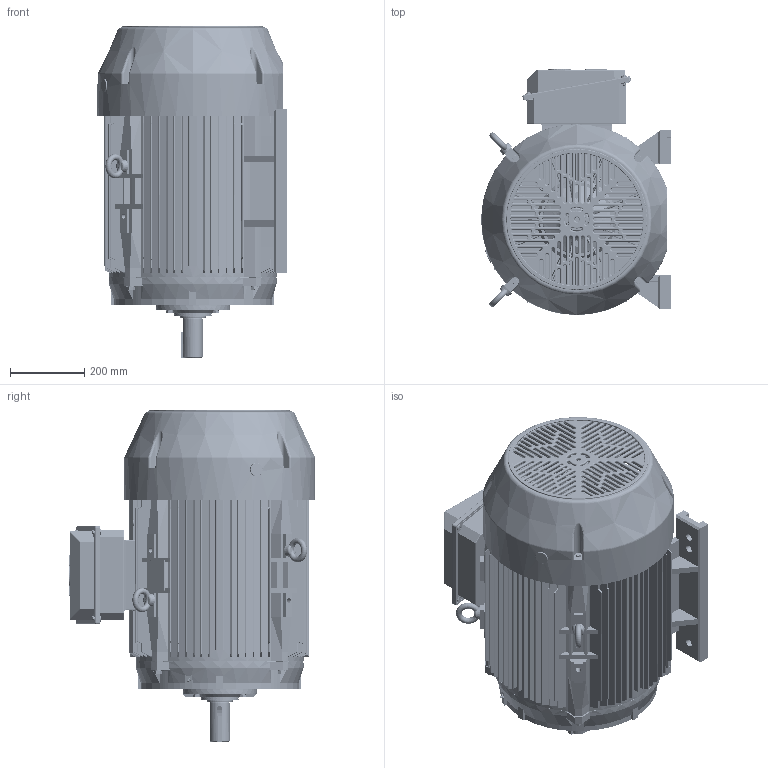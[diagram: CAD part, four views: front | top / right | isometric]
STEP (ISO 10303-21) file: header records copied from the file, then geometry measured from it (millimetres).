
FILE_DESCRIPTION (( 'STEP AP203' ), '1' );
FILE_NAME ('841-404-405TS 俋倛芞F1.STEP', '2019-04-25T02:50:52', ( 'abc' ), ( '' ), 'SwSTEP 2.0', 'SolidWorks 2008', '' );
FILE_SCHEMA (( 'CONFIG_CONTROL_DESIGN' ));
Products named in the file (31): 6314_默认; TC250B3前端盖（TFC400T2极前端盖）_默认; 841-400TS与440T后轴承外盖NDE_默认; 12_默认; M10-80_默认; TFC 400T 机座_默认; 装配体1_默认; TFC 400TS 平键_默认; TFC400T-座 _默认; 250后端盖螺栓_默认; TX 250铸铁风罩3_默认; 841-404-405TS 俋倛芞F1; TC250B3后端盖（TFC400T后端盖）_默认; TC 250 轴承外盖NDE_默认; 405TS 转子_默认; 404（5）TS转轴8HMN.200.T130_默认; 油封70-95-10_默认; IE2 250-4P 风叶_默认; 吊环M16_默认; 10_默认; M12-45_默认; 扣塞_默认; 铜油嘴_默认; M8-20_默认; NEMA 400接线盒座、盖垫_默认; TFC400T-盖_默认; M6-10_默认; 400T接线盒座垫_默认; 迷宫式油封70-95-16_默认; 放油嘴_默认; M8-30_默认
Assembly tree (54 placements, depth 3):
  841-404-405TS 俋倛芞F1
    12_默认  x4
    M10-80_默认  x4
    M12-45_默认  x4
    TFC 400T 机座_默认
    400T接线盒座垫_默认
    IE2 250-4P 风叶_默认
    装配体1_默认
      M6-10_默认  x4
      TFC400T-座 _默认
      TFC400T-盖_默认
      NEMA 400接线盒座、盖垫_默认
    250后端盖螺栓_默认  x4
    841-400TS与440T后轴承外盖NDE_默认
    10_默认  x4
    M8-30_默认  x4
    TC250B3后端盖（TFC400T后端盖）_默认
    扣塞_默认
    405TS 转子_默认
      6314_默认  x2
      404（5）TS转轴8HMN.200.T130_默认
    吊环M16_默认  x2
    TC250B3前端盖（TFC400T2极前端盖）_默认
    M8-20_默认  x2
    油封70-95-10_默认
    TFC 400TS 平键_默认
    TC 250 轴承外盖NDE_默认
    铜油嘴_默认
    迷宫式油封70-95-16_默认
    放油嘴_默认
    TX 250铸铁风罩3_默认
Bounding box: 512 x 665.65 x 897.15 mm (x, y, z)
Volume: 29288860.2 mm3; surface area: 6278012.6 mm2
Topology: 53 solids, 58 shells, 5519 faces, 14411 edges, 8918 vertices
Faces by surface type: plane 2099, cylinder 1709, torus 835, bspline 476, cone 330, sphere 70
Entity records: 185060 total; most frequent: CARTESIAN_POINT 62079, ORIENTED_EDGE 25540, DIRECTION 24483, EDGE_CURVE 12770, AXIS2_PLACEMENT_3D 9359, VERTEX_POINT 7952, VECTOR 5765, LINE 5765
